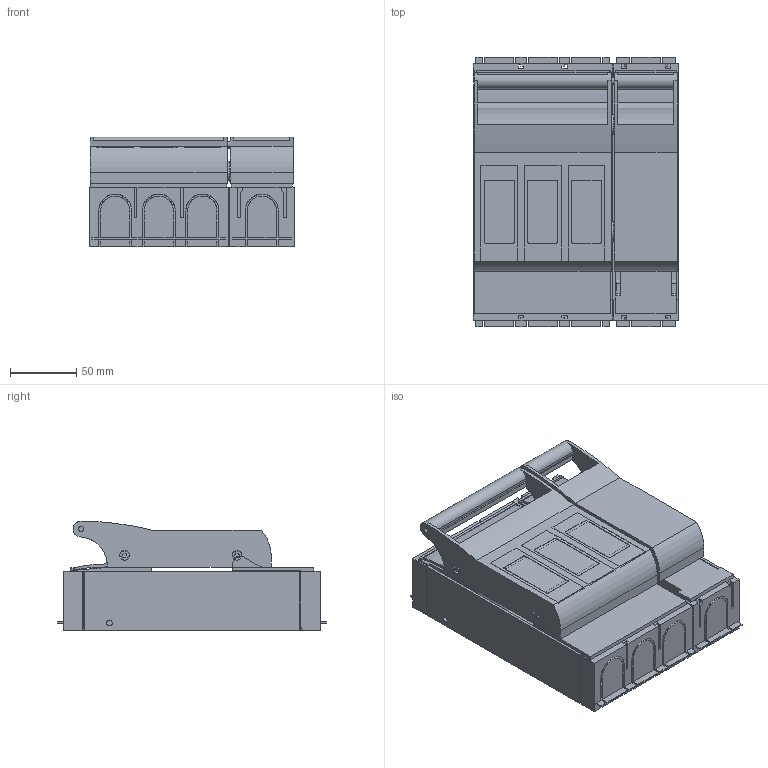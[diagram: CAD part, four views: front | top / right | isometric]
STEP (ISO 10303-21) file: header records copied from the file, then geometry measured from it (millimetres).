
FILE_DESCRIPTION(('FreeCAD Model'),'2;1');
FILE_NAME('Open CASCADE Shape Model','2025-07-14T09:08:04',(''),(''), 'Open CASCADE STEP processor 7.8','FreeCAD','Unknown');
FILE_SCHEMA(('AUTOMOTIVE_DESIGN { 1 0 10303 214 1 1 1 1 }'));
Length unit declared in the file: millimetre
Products named in the file (18): T500114000_L_NH-Sicherungslasttrennschalter KETO-00-4/F; 34170_L_Trennergehaeuse Gr00_3-polig; 153126_L01_Federkontakt Gr00; 34171_L_Abdeckung oben Gr00_3-polig; 34172_L_Abdeckung unten Gr00_3-polig; 34200_L02_Frontplatte Gr00_3-polig kpl; 34200_L_Frontplatte Gr00_3-polig; 31916_Verbindungsclip; 67107_Rohrniet B4x03x6; lse; 68366_Zylinderstift ISO 8734 - 5x22 - A - St; 85916_Rastniet; 34199_L_Frontplatte Gr00_1-polig; 34174_L_Trennergehaeuse Gr00_1-polig; 34176_L_Abdeckung unten Gr00_1-polig; 34175_L_Abdeckung oben Gr00-1-polig; 65716_Sechskantschraube mit Ring M8x16_Z4_DIN933; 34207_L01_Scheibe Gr00-KETO
Assembly tree (39 placements, depth 3):
  T500114000_L_NH-Sicherungslasttrennschalter KETO-00-4/F
    34170_L_Trennergehaeuse Gr00_3-polig
    153126_L01_Federkontakt Gr00  x8
    34171_L_Abdeckung oben Gr00_3-polig
    34172_L_Abdeckung unten Gr00_3-polig
    34200_L02_Frontplatte Gr00_3-polig kpl
      34200_L_Frontplatte Gr00_3-polig
    31916_Verbindungsclip  x2
    67107_Rohrniet B4x03x6  x2
  lse  x2
    68366_Zylinderstift ISO 8734 - 5x22 - A - St
    85916_Rastniet  x4
    34199_L_Frontplatte Gr00_1-polig
    34174_L_Trennergehaeuse Gr00_1-polig
    34176_L_Abdeckung unten Gr00_1-polig
    34175_L_Abdeckung oben Gr00-1-polig
    65716_Sechskantschraube mit Ring M8x16_Z4_DIN933  x8
    34207_L01_Scheibe Gr00-KETO  x3
Bounding box: 155.75 x 204.05 x 83.19 mm (x, y, z)
Volume: 1088303 mm3; surface area: 400281.8 mm2
Topology: 38 solids, 38 shells, 3128 faces, 8912 edges, 5846 vertices
Faces by surface type: plane 2395, cylinder 551, cone 118, torus 40, sphere 16, bspline 8
Entity records: 68358 total; most frequent: CARTESIAN_POINT 12999, ORIENTED_EDGE 11838, DIRECTION 10708, EDGE_CURVE 5919, LINE 4730, VECTOR 4730, VERTEX_POINT 3953, AXIS2_PLACEMENT_3D 2989
